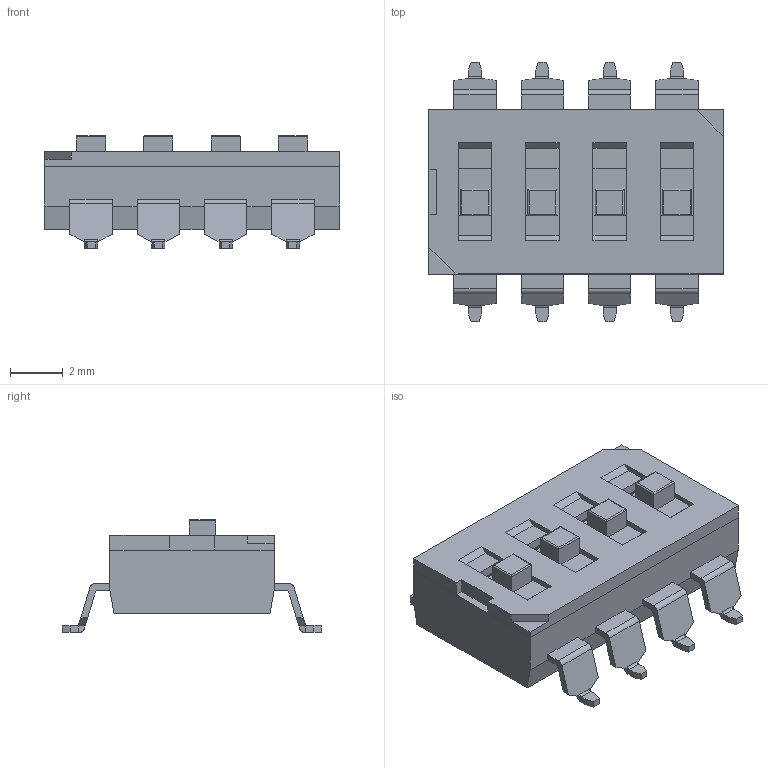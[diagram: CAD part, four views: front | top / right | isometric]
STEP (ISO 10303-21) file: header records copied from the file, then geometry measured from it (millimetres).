
FILE_DESCRIPTION( ( 'STEP AP203' ), '1' );
FILE_NAME( ' ', ' ', ( ' ' ), ( ' ' ), 'XStep 1.0', ' ', ' ' );
FILE_SCHEMA( ( 'CONFIG_CONTROL_DESIGN' ) );
Length unit declared in the file: millimetre
Products named in the file (1): 1
Bounding box: 11.1 x 9.8 x 4.26 mm (x, y, z)
Volume: 191.3 mm3; surface area: 453.7 mm2
Topology: 1 solids, 1 shells, 337 faces, 939 edges, 608 vertices
Faces by surface type: plane 289, cylinder 48
Entity records: 10652 total; most frequent: CARTESIAN_POINT 1890, ORIENTED_EDGE 1878, DIRECTION 1690, EDGE_CURVE 939, LINE 854, VECTOR 854, VERTEX_POINT 608, AXIS2_PLACEMENT_3D 418
